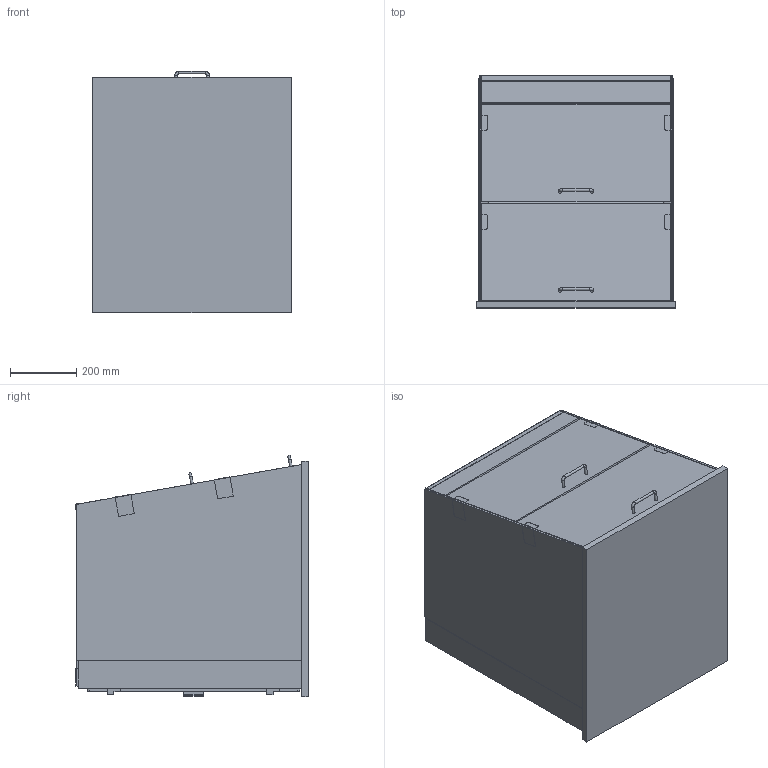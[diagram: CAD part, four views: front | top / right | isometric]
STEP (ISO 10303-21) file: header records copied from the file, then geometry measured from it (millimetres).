
FILE_DESCRIPTION (( 'STEP AP214' ), '1' );
FILE_NAME ('EU310790_Foodstation Neutral Flaps 70.STEP', '2022-04-26T12:17:55', ( '' ), ( '' ), 'SwSTEP 2.0', 'SolidWorks 2017', '' );
FILE_SCHEMA (( 'AUTOMOTIVE_DESIGN' ));
Length unit declared in the file: millimetre
Products named in the file (1): EU310790_Foodstation Neutral Flaps 70
Bounding box: 600 x 701 x 727.9 mm (x, y, z)
Volume: 29449676.8 mm3; surface area: 6243995 mm2
Topology: 35 solids, 35 shells, 367 faces, 842 edges, 546 vertices
Faces by surface type: plane 265, cylinder 82, torus 20
Full cylindrical faces by diameter (mm): 8 x6
Entity records: 10962 total; most frequent: CARTESIAN_POINT 1762, DIRECTION 1744, ORIENTED_EDGE 1664, EDGE_CURVE 832, LINE 648, VECTOR 648, AXIS2_PLACEMENT_3D 548, VERTEX_POINT 546
